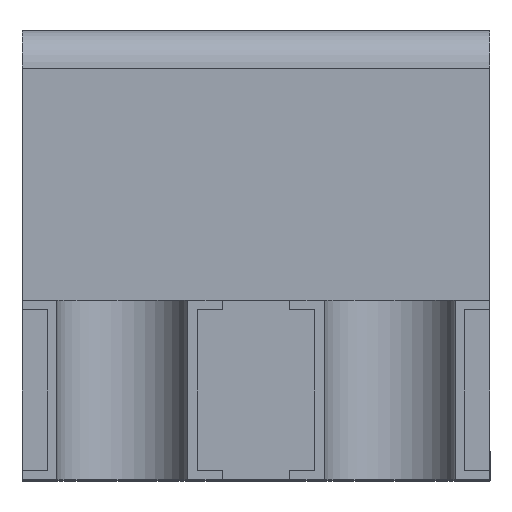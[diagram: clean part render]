
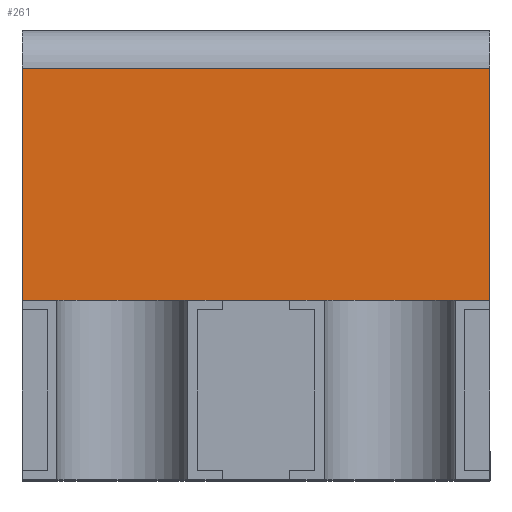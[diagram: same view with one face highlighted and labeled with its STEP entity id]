
A CAD part, top view. The second image highlights one B-rep face of the part: STEP entity #261.
In plain terms, the highlighted planar face has unit normal (0, 0, 1).
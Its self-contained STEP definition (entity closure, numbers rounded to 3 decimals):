
#146 = VERTEX_POINT ( 'NONE', #1140 ) ;
#252 = DIRECTION ( 'NONE',  ( 0., 0., -1. ) ) ;
#261 = ADVANCED_FACE ( 'NONE', ( #3738 ), #4891, .F. ) ;
#306 = VECTOR ( 'NONE', #3331, 1000. ) ;
#360 = ORIENTED_EDGE ( 'NONE', *, *, #429, .F. ) ;
#429 = EDGE_CURVE ( 'NONE', #4889, #4080, #2398, .T. ) ;
#535 = LINE ( 'NONE', #1090, #3845 ) ;
#536 = CARTESIAN_POINT ( 'NONE',  ( 0.625, 0.48, 0.7 ) ) ;
#762 = VECTOR ( 'NONE', #2095, 1000. ) ;
#843 = EDGE_CURVE ( 'NONE', #4007, #146, #3307, .T. ) ;
#1039 = EDGE_CURVE ( 'NONE', #4889, #4007, #535, .T. ) ;
#1090 = CARTESIAN_POINT ( 'NONE',  ( 0.625, 1.1, 0.7 ) ) ;
#1128 = VECTOR ( 'NONE', #2738, 1000. ) ;
#1140 = CARTESIAN_POINT ( 'NONE',  ( -0.625, 0.48, 0.7 ) ) ;
#1304 = LINE ( 'NONE', #536, #762 ) ;
#1825 = CARTESIAN_POINT ( 'NONE',  ( 0.625, 0.48, 0.7 ) ) ;
#1878 = DIRECTION ( 'NONE',  ( -1., 0., 0. ) ) ;
#2095 = DIRECTION ( 'NONE',  ( 1., 0., 0. ) ) ;
#2176 = CARTESIAN_POINT ( 'NONE',  ( -0.625, 0.48, 0.7 ) ) ;
#2398 = LINE ( 'NONE', #4705, #1128 ) ;
#2697 = AXIS2_PLACEMENT_3D ( 'NONE', #3712, #252, #3700 ) ;
#2738 = DIRECTION ( 'NONE',  ( 0., -1., 0. ) ) ;
#2993 = CARTESIAN_POINT ( 'NONE',  ( -0.625, 1.1, 0.7 ) ) ;
#3234 = EDGE_LOOP ( 'NONE', ( #4365, #4800, #360, #3695 ) ) ;
#3307 = LINE ( 'NONE', #2176, #306 ) ;
#3331 = DIRECTION ( 'NONE',  ( 0., -1., 0. ) ) ;
#3695 = ORIENTED_EDGE ( 'NONE', *, *, #1039, .T. ) ;
#3700 = DIRECTION ( 'NONE',  ( 0., 1., 0. ) ) ;
#3712 = CARTESIAN_POINT ( 'NONE',  ( 0.625, 0.48, 0.7 ) ) ;
#3738 = FACE_OUTER_BOUND ( 'NONE', #3234, .T. ) ;
#3796 = EDGE_CURVE ( 'NONE', #146, #4080, #1304, .T. ) ;
#3845 = VECTOR ( 'NONE', #1878, 1000. ) ;
#4007 = VERTEX_POINT ( 'NONE', #2993 ) ;
#4080 = VERTEX_POINT ( 'NONE', #1825 ) ;
#4230 = CARTESIAN_POINT ( 'NONE',  ( 0.625, 1.1, 0.7 ) ) ;
#4365 = ORIENTED_EDGE ( 'NONE', *, *, #843, .T. ) ;
#4705 = CARTESIAN_POINT ( 'NONE',  ( 0.625, 0.48, 0.7 ) ) ;
#4800 = ORIENTED_EDGE ( 'NONE', *, *, #3796, .T. ) ;
#4889 = VERTEX_POINT ( 'NONE', #4230 ) ;
#4891 = PLANE ( 'NONE',  #2697 ) ;
